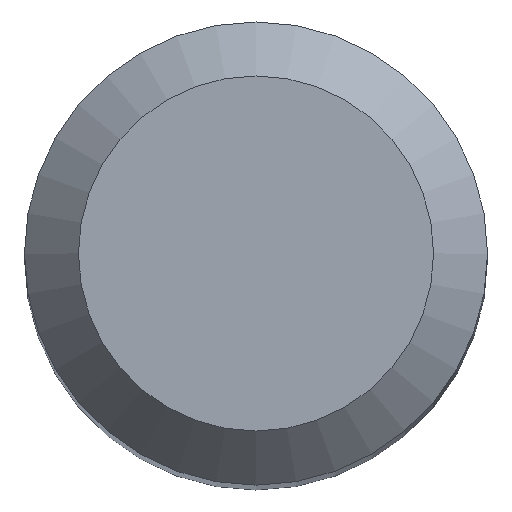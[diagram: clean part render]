
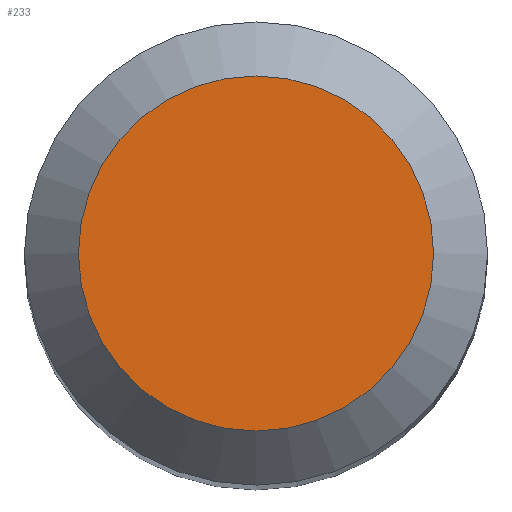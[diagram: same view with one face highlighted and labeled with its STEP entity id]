
A CAD part, top view. The second image highlights one B-rep face of the part: STEP entity #233.
In plain terms, the highlighted planar face has unit normal (0, 0, 1).
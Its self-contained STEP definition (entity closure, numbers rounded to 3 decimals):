
#15 = DIRECTION ( 'NONE',  ( 0., 1., 0. ) ) ;
#16 = DIRECTION ( 'NONE',  ( 0., 0., -1. ) ) ;
#19 = CARTESIAN_POINT ( 'NONE',  ( 0., 2.3, 66. ) ) ;
#27 = ORIENTED_EDGE ( 'NONE', *, *, #242, .F. ) ;
#36 = AXIS2_PLACEMENT_3D ( 'NONE', #223, #16, #15 ) ;
#37 = PLANE ( 'NONE',  #36 ) ;
#48 = AXIS2_PLACEMENT_3D ( 'NONE', #224, #96, #164 ) ;
#87 = EDGE_LOOP ( 'NONE', ( #27 ) ) ;
#96 = DIRECTION ( 'NONE',  ( 0., 0., -1. ) ) ;
#116 = VERTEX_POINT ( 'NONE', #19 ) ;
#164 = DIRECTION ( 'NONE',  ( 0., 1., 0. ) ) ;
#181 = FACE_OUTER_BOUND ( 'NONE', #87, .T. ) ;
#223 = CARTESIAN_POINT ( 'NONE',  ( 0., 0., 66. ) ) ;
#224 = CARTESIAN_POINT ( 'NONE',  ( 0., 0., 66. ) ) ;
#225 = CIRCLE ( 'NONE', #48, 2.3 ) ;
#233 = ADVANCED_FACE ( 'NONE', ( #181 ), #37, .F. ) ;
#242 = EDGE_CURVE ( 'NONE', #116, #116, #225, .T. ) ;
